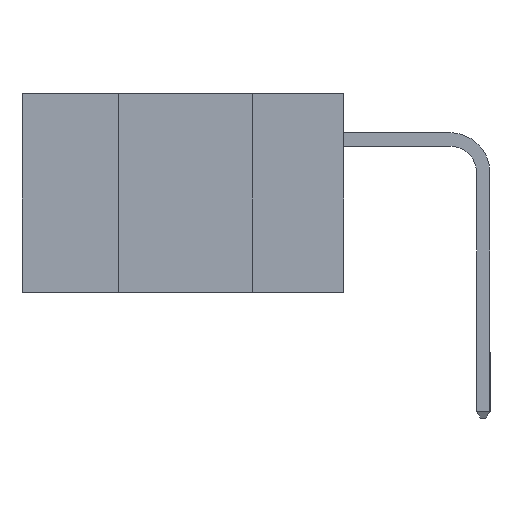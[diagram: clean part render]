
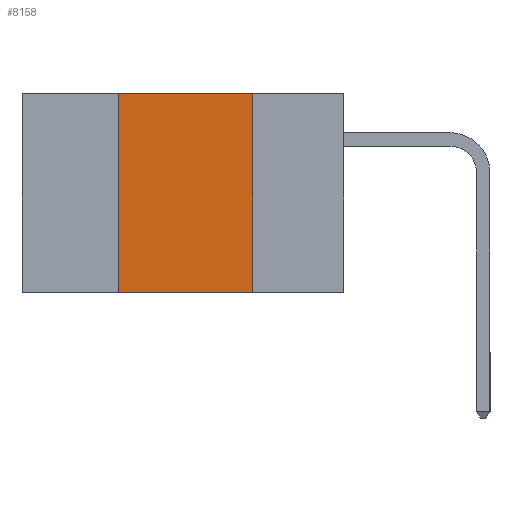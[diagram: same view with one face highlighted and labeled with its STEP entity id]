
A CAD part, left-side view. The second image highlights one B-rep face of the part: STEP entity #8158.
In plain terms, the highlighted planar face has unit normal (-1, 0, 0).
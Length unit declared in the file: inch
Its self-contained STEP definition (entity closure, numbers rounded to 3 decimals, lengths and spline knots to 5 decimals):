
#438 = CARTESIAN_POINT ( 'NONE',  ( 0., 0.6, 0. ) ) ;
#536 = VECTOR ( 'NONE', #16200, 39.37008 ) ;
#1499 = VERTEX_POINT ( 'NONE', #20687 ) ;
#2860 = DIRECTION ( 'NONE',  ( 0., 0., 1. ) ) ;
#2905 = EDGE_LOOP ( 'NONE', ( #18588, #14087, #11975, #7249 ) ) ;
#3734 = FACE_OUTER_BOUND ( 'NONE', #2905, .T. ) ;
#4608 = EDGE_CURVE ( 'NONE', #1499, #8245, #15297, .T. ) ;
#5868 = AXIS2_PLACEMENT_3D ( 'NONE', #438, #7676, #18542 ) ;
#7249 = ORIENTED_EDGE ( 'NONE', *, *, #4608, .T. ) ;
#7584 = DIRECTION ( 'NONE',  ( 0., -1., 0. ) ) ;
#7676 = DIRECTION ( 'NONE',  ( 1., 0., 0. ) ) ;
#8158 = ADVANCED_FACE ( 'NONE', ( #3734 ), #18468, .F. ) ;
#8245 = VERTEX_POINT ( 'NONE', #16603 ) ;
#8767 = LINE ( 'NONE', #19727, #9344 ) ;
#8923 = CARTESIAN_POINT ( 'NONE',  ( 0., 0.6, -0.37 ) ) ;
#8952 = DIRECTION ( 'NONE',  ( 0., 0., -1. ) ) ;
#9276 = LINE ( 'NONE', #13735, #15494 ) ;
#9344 = VECTOR ( 'NONE', #8952, 39.37008 ) ;
#9712 = EDGE_CURVE ( 'NONE', #16580, #8245, #8767, .T. ) ;
#11073 = CARTESIAN_POINT ( 'NONE',  ( 0., 0.42, 0. ) ) ;
#11081 = EDGE_CURVE ( 'NONE', #1499, #17257, #9276, .T. ) ;
#11975 = ORIENTED_EDGE ( 'NONE', *, *, #11081, .F. ) ;
#13601 = EDGE_CURVE ( 'NONE', #17257, #16580, #18885, .T. ) ;
#13735 = CARTESIAN_POINT ( 'NONE',  ( 0., 0.42, 0. ) ) ;
#14087 = ORIENTED_EDGE ( 'NONE', *, *, #13601, .F. ) ;
#15080 = CARTESIAN_POINT ( 'NONE',  ( 0., 0.17, 0. ) ) ;
#15297 = LINE ( 'NONE', #8923, #536 ) ;
#15494 = VECTOR ( 'NONE', #2860, 39.37008 ) ;
#16200 = DIRECTION ( 'NONE',  ( 0., -1., 0. ) ) ;
#16580 = VERTEX_POINT ( 'NONE', #15080 ) ;
#16603 = CARTESIAN_POINT ( 'NONE',  ( 0., 0.17, -0.37 ) ) ;
#17257 = VERTEX_POINT ( 'NONE', #11073 ) ;
#18468 = PLANE ( 'NONE',  #5868 ) ;
#18542 = DIRECTION ( 'NONE',  ( 0., 0., -1. ) ) ;
#18588 = ORIENTED_EDGE ( 'NONE', *, *, #9712, .F. ) ;
#18885 = LINE ( 'NONE', #21678, #20292 ) ;
#19727 = CARTESIAN_POINT ( 'NONE',  ( 0., 0.17, 0. ) ) ;
#20292 = VECTOR ( 'NONE', #7584, 39.37008 ) ;
#20687 = CARTESIAN_POINT ( 'NONE',  ( 0., 0.42, -0.37 ) ) ;
#21678 = CARTESIAN_POINT ( 'NONE',  ( 0., 0.6, 0. ) ) ;
